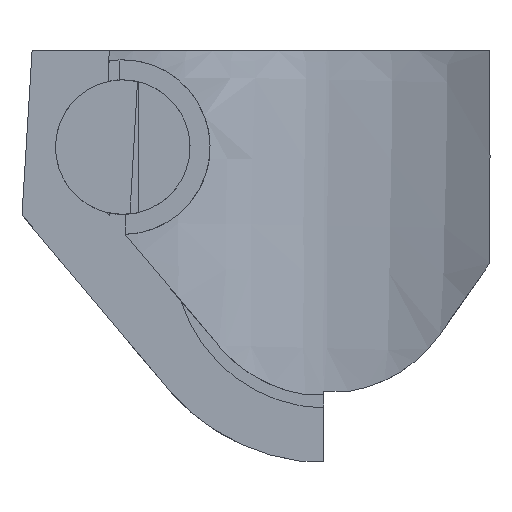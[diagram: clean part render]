
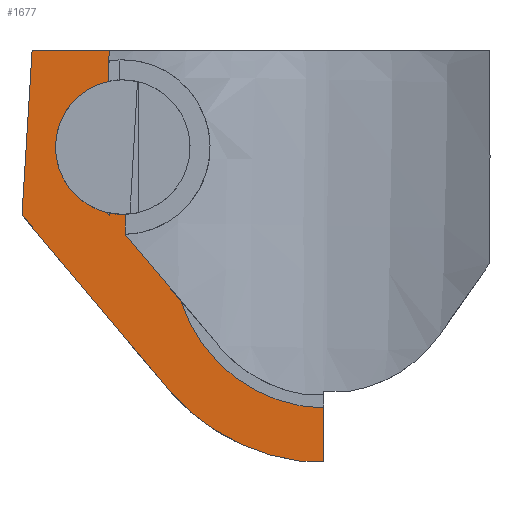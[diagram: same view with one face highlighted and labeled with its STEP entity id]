
A CAD part, left-side view. The second image highlights one B-rep face of the part: STEP entity #1677.
In plain terms, the highlighted planar face has unit normal (-1, 0, 0).
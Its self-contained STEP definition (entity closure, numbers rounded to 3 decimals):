
#24 = CIRCLE ( 'NONE', #3437, 4.05 ) ;
#60 = ORIENTED_EDGE ( 'NONE', *, *, #1081, .F. ) ;
#94 = LINE ( 'NONE', #1492, #445 ) ;
#101 = CARTESIAN_POINT ( 'NONE',  ( 50.3, 13.128, 118.568 ) ) ;
#133 = CARTESIAN_POINT ( 'NONE',  ( 50.3, 13.107, 161.27 ) ) ;
#174 = CARTESIAN_POINT ( 'NONE',  ( 50.3, 18.206, 113.217 ) ) ;
#186 = CARTESIAN_POINT ( 'NONE',  ( 50.3, 17.74, 119.8 ) ) ;
#191 = LINE ( 'NONE', #2160, #2611 ) ;
#197 = CARTESIAN_POINT ( 'NONE',  ( 50.3, 23.736, 119.8 ) ) ;
#216 = ORIENTED_EDGE ( 'NONE', *, *, #1835, .F. ) ;
#272 = VECTOR ( 'NONE', #1911, 1000. ) ;
#306 = EDGE_CURVE ( 'NONE', #2007, #2282, #3037, .T. ) ;
#381 = AXIS2_PLACEMENT_3D ( 'NONE', #1629, #999, #3029 ) ;
#397 = CARTESIAN_POINT ( 'NONE',  ( 50.3, 23.736, 0. ) ) ;
#411 = LINE ( 'NONE', #133, #1681 ) ;
#427 = DIRECTION ( 'NONE',  ( 0., 0., -1. ) ) ;
#445 = VECTOR ( 'NONE', #927, 1000. ) ;
#447 = CARTESIAN_POINT ( 'NONE',  ( 50.3, 17.836, 117.74 ) ) ;
#489 = VERTEX_POINT ( 'NONE', #3495 ) ;
#504 = CIRCLE ( 'NONE', #381, 4.05 ) ;
#514 = EDGE_CURVE ( 'NONE', #2705, #2943, #2147, .T. ) ;
#528 = CARTESIAN_POINT ( 'NONE',  ( 50.3, 0.2, 107.5 ) ) ;
#554 = ORIENTED_EDGE ( 'NONE', *, *, #1348, .F. ) ;
#579 = CARTESIAN_POINT ( 'NONE',  ( 50.3, 0., 107.5 ) ) ;
#624 = ORIENTED_EDGE ( 'NONE', *, *, #2452, .T. ) ;
#641 = ORIENTED_EDGE ( 'NONE', *, *, #514, .F. ) ;
#664 = EDGE_CURVE ( 'NONE', #938, #3542, #191, .T. ) ;
#670 = CARTESIAN_POINT ( 'NONE',  ( 50.3, 13.166, 117.953 ) ) ;
#704 = CARTESIAN_POINT ( 'NONE',  ( 50.3, 13.166, 117.953 ) ) ;
#723 = CARTESIAN_POINT ( 'NONE',  ( 50.3, 17.933, 116.506 ) ) ;
#785 = EDGE_CURVE ( 'NONE', #489, #2007, #504, .T. ) ;
#869 = CARTESIAN_POINT ( 'NONE',  ( 50.3, 1.578, 95.1 ) ) ;
#880 = DIRECTION ( 'NONE',  ( 1., 0., 0. ) ) ;
#927 = DIRECTION ( 'NONE',  ( 0., -0.643, -0.766 ) ) ;
#938 = VERTEX_POINT ( 'NONE', #2233 ) ;
#981 = CARTESIAN_POINT ( 'NONE',  ( 50.3, 0., 107.5 ) ) ;
#986 = ORIENTED_EDGE ( 'NONE', *, *, #664, .F. ) ;
#999 = DIRECTION ( 'NONE',  ( 1., 0., 0. ) ) ;
#1006 = DIRECTION ( 'NONE',  ( 1., 0., 0. ) ) ;
#1043 = CARTESIAN_POINT ( 'NONE',  ( 50.3, 18.005, 115.684 ) ) ;
#1048 = DIRECTION ( 'NONE',  ( 0., -1., 0. ) ) ;
#1081 = EDGE_CURVE ( 'NONE', #489, #1849, #3065, .T. ) ;
#1135 = CARTESIAN_POINT ( 'NONE',  ( 50.3, 12.287, 109.95 ) ) ;
#1201 = CARTESIAN_POINT ( 'NONE',  ( 50.3, 0.2, 98.302 ) ) ;
#1256 = CARTESIAN_POINT ( 'NONE',  ( 50.3, 18.348, 109.92 ) ) ;
#1276 = CARTESIAN_POINT ( 'NONE',  ( 50.3, 17.805, 118.151 ) ) ;
#1281 = PLANE ( 'NONE',  #1623 ) ;
#1329 = VERTEX_POINT ( 'NONE', #186 ) ;
#1348 = EDGE_CURVE ( 'NONE', #1849, #2705, #3299, .T. ) ;
#1360 = CARTESIAN_POINT ( 'NONE',  ( 50.3, 12.287, 114. ) ) ;
#1430 = DIRECTION ( 'NONE',  ( 0., 0., -1. ) ) ;
#1440 = AXIS2_PLACEMENT_3D ( 'NONE', #2322, #1782, #1529 ) ;
#1492 = CARTESIAN_POINT ( 'NONE',  ( 50.3, -46.422, 38.953 ) ) ;
#1529 = DIRECTION ( 'NONE',  ( 0., 0., -1. ) ) ;
#1531 = CARTESIAN_POINT ( 'NONE',  ( 50.3, 17.74, 119.8 ) ) ;
#1583 = DIRECTION ( 'NONE',  ( 0., -0.643, -0.766 ) ) ;
#1623 = AXIS2_PLACEMENT_3D ( 'NONE', #397, #880, #1430 ) ;
#1624 = CARTESIAN_POINT ( 'NONE',  ( 50.3, -46.422, 38.953 ) ) ;
#1629 = CARTESIAN_POINT ( 'NONE',  ( 50.3, 12.287, 114. ) ) ;
#1650 = CARTESIAN_POINT ( 'NONE',  ( 50.3, 8.774, 104.733 ) ) ;
#1660 = EDGE_CURVE ( 'NONE', #2474, #3098, #2694, .T. ) ;
#1677 = ADVANCED_FACE ( 'NONE', ( #3196 ), #1281, .F. ) ;
#1681 = VECTOR ( 'NONE', #3499, 1000. ) ;
#1693 = EDGE_LOOP ( 'NONE', ( #554, #60, #2868, #3511, #1728, #3404, #3259, #3318, #3015, #3641, #2856, #624, #986, #216, #641 ) ) ;
#1699 = DIRECTION ( 'NONE',  ( 0., 0., -1. ) ) ;
#1720 = EDGE_CURVE ( 'NONE', #3061, #3098, #24, .T. ) ;
#1728 = ORIENTED_EDGE ( 'NONE', *, *, #3138, .F. ) ;
#1737 = CIRCLE ( 'NONE', #3333, 12.5 ) ;
#1782 = DIRECTION ( 'NONE',  ( 1., 0., 0. ) ) ;
#1783 = EDGE_CURVE ( 'NONE', #1329, #2474, #2486, .T. ) ;
#1835 = EDGE_CURVE ( 'NONE', #2943, #938, #3583, .T. ) ;
#1849 = VERTEX_POINT ( 'NONE', #3272 ) ;
#1900 = VERTEX_POINT ( 'NONE', #3312 ) ;
#1911 = DIRECTION ( 'NONE',  ( 0., 0., -1. ) ) ;
#1973 = VECTOR ( 'NONE', #1048, 1000. ) ;
#2007 = VERTEX_POINT ( 'NONE', #1135 ) ;
#2087 = VERTEX_POINT ( 'NONE', #2806 ) ;
#2088 = CARTESIAN_POINT ( 'NONE',  ( 50.3, 13.107, 109.897 ) ) ;
#2089 = VECTOR ( 'NONE', #3358, 1000. ) ;
#2103 = CARTESIAN_POINT ( 'NONE',  ( 50.3, 17.737, 119.387 ) ) ;
#2147 = CIRCLE ( 'NONE', #2151, 9.2 ) ;
#2151 = AXIS2_PLACEMENT_3D ( 'NONE', #981, #2948, #427 ) ;
#2160 = CARTESIAN_POINT ( 'NONE',  ( 50.3, -24.035, 95.1 ) ) ;
#2165 = B_SPLINE_CURVE_WITH_KNOTS ( 'NONE', 3,
 ( #1531, #2103, #3265, #1276, #447, #723, #1043, #174, #3287, #1256 ),
 .UNSPECIFIED., .F., .F.,
 ( 4, 2, 2, 2, 4 ),
 ( 0., 0.001, 0.002, 0.005, 0.01 ),
 .UNSPECIFIED. ) ;
#2224 = CARTESIAN_POINT ( 'NONE',  ( 50.3, 13.107, 110.034 ) ) ;
#2233 = CARTESIAN_POINT ( 'NONE',  ( 50.3, 0.2, 95.1 ) ) ;
#2235 = CARTESIAN_POINT ( 'NONE',  ( 50.3, -43.358, 36.382 ) ) ;
#2239 = DIRECTION ( 'NONE',  ( -1., 0., 0. ) ) ;
#2282 = VERTEX_POINT ( 'NONE', #2224 ) ;
#2322 = CARTESIAN_POINT ( 'NONE',  ( 50.3, 12.287, 114. ) ) ;
#2337 = VERTEX_POINT ( 'NONE', #2088 ) ;
#2452 = EDGE_CURVE ( 'NONE', #1900, #3542, #1737, .T. ) ;
#2461 = DIRECTION ( 'NONE',  ( 0., 1., 0. ) ) ;
#2463 = LINE ( 'NONE', #2235, #2089 ) ;
#2474 = VERTEX_POINT ( 'NONE', #3070 ) ;
#2486 = LINE ( 'NONE', #197, #1973 ) ;
#2555 = CARTESIAN_POINT ( 'NONE',  ( 50.3, 13.103, 119.8 ) ) ;
#2611 = VECTOR ( 'NONE', #2461, 1000. ) ;
#2694 = B_SPLINE_CURVE_WITH_KNOTS ( 'NONE', 3,
 ( #2555, #2955, #101, #670 ),
 .UNSPECIFIED., .F., .F.,
 ( 4, 4 ),
 ( 0., 0.002 ),
 .UNSPECIFIED. ) ;
#2705 = VERTEX_POINT ( 'NONE', #1650 ) ;
#2712 = EDGE_CURVE ( 'NONE', #3061, #2337, #94, .T. ) ;
#2755 = DIRECTION ( 'NONE',  ( 0., 0., -1. ) ) ;
#2806 = CARTESIAN_POINT ( 'NONE',  ( 50.3, 18.348, 109.92 ) ) ;
#2856 = ORIENTED_EDGE ( 'NONE', *, *, #3410, .T. ) ;
#2868 = ORIENTED_EDGE ( 'NONE', *, *, #785, .T. ) ;
#2905 = VECTOR ( 'NONE', #1583, 1000. ) ;
#2943 = VERTEX_POINT ( 'NONE', #1201 ) ;
#2948 = DIRECTION ( 'NONE',  ( -1., 0., 0. ) ) ;
#2955 = CARTESIAN_POINT ( 'NONE',  ( 50.3, 13.097, 119.183 ) ) ;
#3015 = ORIENTED_EDGE ( 'NONE', *, *, #1783, .F. ) ;
#3029 = DIRECTION ( 'NONE',  ( 0., 0., -1. ) ) ;
#3037 = CIRCLE ( 'NONE', #1440, 4.05 ) ;
#3061 = VERTEX_POINT ( 'NONE', #3479 ) ;
#3065 = LINE ( 'NONE', #3626, #3557 ) ;
#3070 = CARTESIAN_POINT ( 'NONE',  ( 50.3, 13.103, 119.8 ) ) ;
#3098 = VERTEX_POINT ( 'NONE', #704 ) ;
#3128 = DIRECTION ( 'NONE',  ( 0., 0., -1. ) ) ;
#3138 = EDGE_CURVE ( 'NONE', #2337, #2282, #411, .T. ) ;
#3187 = EDGE_CURVE ( 'NONE', #1329, #2087, #2165, .T. ) ;
#3196 = FACE_OUTER_BOUND ( 'NONE', #1693, .T. ) ;
#3259 = ORIENTED_EDGE ( 'NONE', *, *, #1720, .T. ) ;
#3265 = CARTESIAN_POINT ( 'NONE',  ( 50.3, 17.756, 118.975 ) ) ;
#3272 = CARTESIAN_POINT ( 'NONE',  ( 50.3, 12.146, 108.752 ) ) ;
#3287 = CARTESIAN_POINT ( 'NONE',  ( 50.3, 18.322, 111.571 ) ) ;
#3299 = LINE ( 'NONE', #1624, #2905 ) ;
#3312 = CARTESIAN_POINT ( 'NONE',  ( 50.3, 9.576, 99.465 ) ) ;
#3318 = ORIENTED_EDGE ( 'NONE', *, *, #1660, .F. ) ;
#3333 = AXIS2_PLACEMENT_3D ( 'NONE', #579, #2239, #1699 ) ;
#3358 = DIRECTION ( 'NONE',  ( 0., -0.643, -0.766 ) ) ;
#3404 = ORIENTED_EDGE ( 'NONE', *, *, #2712, .F. ) ;
#3410 = EDGE_CURVE ( 'NONE', #2087, #1900, #2463, .T. ) ;
#3437 = AXIS2_PLACEMENT_3D ( 'NONE', #1360, #1006, #2755 ) ;
#3479 = CARTESIAN_POINT ( 'NONE',  ( 50.3, 13.249, 110.066 ) ) ;
#3495 = CARTESIAN_POINT ( 'NONE',  ( 50.3, 12.146, 109.952 ) ) ;
#3499 = DIRECTION ( 'NONE',  ( 0., 0., 1. ) ) ;
#3511 = ORIENTED_EDGE ( 'NONE', *, *, #306, .T. ) ;
#3542 = VERTEX_POINT ( 'NONE', #869 ) ;
#3557 = VECTOR ( 'NONE', #3128, 1000. ) ;
#3583 = LINE ( 'NONE', #528, #272 ) ;
#3626 = CARTESIAN_POINT ( 'NONE',  ( 50.3, 12.146, 0. ) ) ;
#3641 = ORIENTED_EDGE ( 'NONE', *, *, #3187, .T. ) ;
